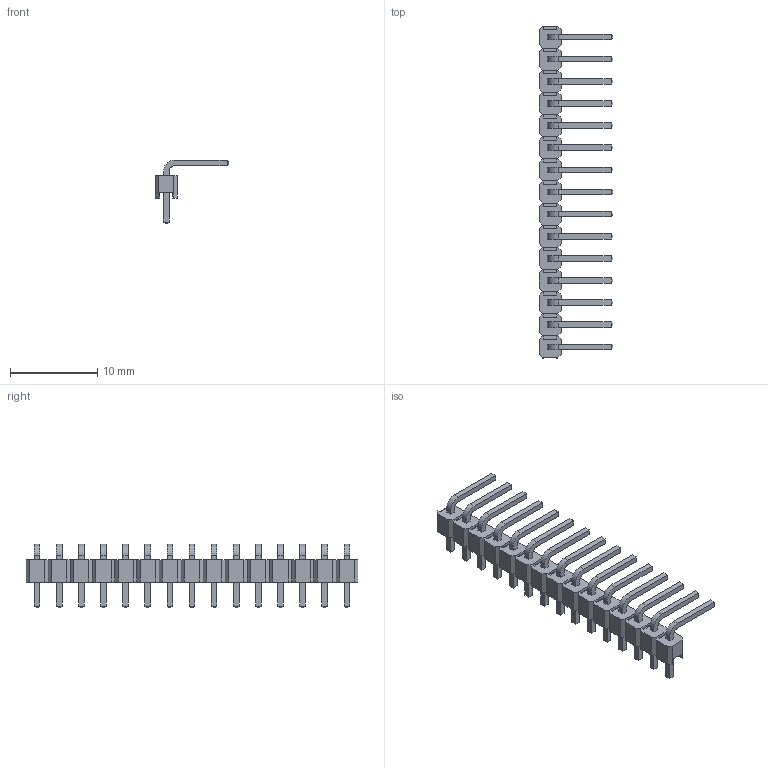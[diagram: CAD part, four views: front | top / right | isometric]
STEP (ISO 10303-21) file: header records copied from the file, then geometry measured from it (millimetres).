
FILE_DESCRIPTION(('FreeCAD Model'),'2;1');
FILE_NAME('15Pin.step','2021-01-26T12:03:14',( 'Author'),(''),'Open CASCADE STEP processor 7.3','FreeCAD','Unknown' );
FILE_SCHEMA(('AUTOMOTIVE_DESIGN { 1 0 10303 214 1 1 1 1 }'));
Length unit declared in the file: millimetre
Products named in the file (15): Fusion014; Fusion013; Fusion012; Fusion011; Fusion010; Fusion009; Fusion008; Fusion007; Fusion006; Fusion005; Fusion004; Fusion003; Fusion002; Fusion001; Fusion
Bounding box: 8.45 x 38.1 x 7.3 mm (x, y, z)
Volume: 264.8 mm3; surface area: 1002.2 mm2
Topology: 15 solids, 15 shells, 600 faces, 1500 edges, 960 vertices
Faces by surface type: plane 570, cylinder 30
Entity records: 40943 total; most frequent: CARTESIAN_POINT 6361, DIRECTION 5462, LINE 4080, VECTOR 4080, ORIENTED_EDGE 3000, PCURVE 3000, DEFINITIONAL_REPRESENTATION 3000, EDGE_CURVE 1500
